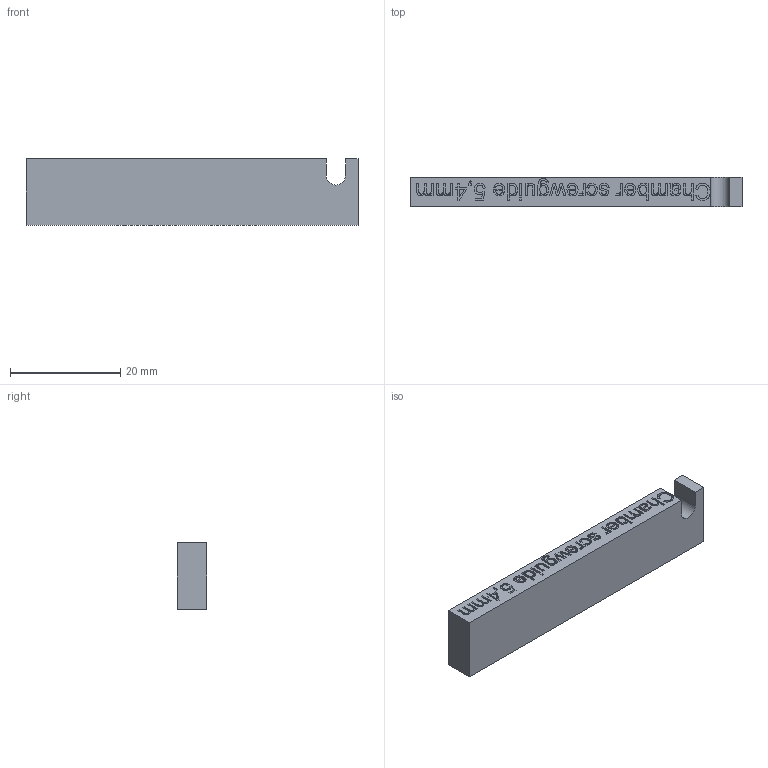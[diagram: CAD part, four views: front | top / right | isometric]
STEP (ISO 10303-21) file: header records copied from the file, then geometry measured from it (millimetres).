
FILE_DESCRIPTION(/* description */ (''),/* implementation_level */ '2;1');
FILE_NAME(/* name */ 'Screw guide.step',/* time_stamp */ '2025-10-24T06:38:34+02:00',/* author */ (''),/* organization */ (''),/* preprocessor_version */ 'ST-DEVELOPER v20.1',/* originating_system */ 'Autodesk Translation Framework v14.17.0.0',/* authorisation */ '');
FILE_SCHEMA (('AUTOMOTIVE_DESIGN { 1 0 10303 214 3 1 1 }'));
Length unit declared in the file: millimetre
Products named in the file (1): Screw guide (1)
Bounding box: 60.1 x 5.4 x 12 mm (x, y, z)
Volume: 3793.1 mm3; surface area: 2347 mm2
Topology: 1 solids, 1 shells, 501 faces, 1405 edges, 936 vertices
Faces by surface type: bspline 315, plane 185, cylinder 1
Entity records: 18975 total; most frequent: CARTESIAN_POINT 8199, ORIENTED_EDGE 2812, EDGE_CURVE 1406, DIRECTION 1152, VERTEX_POINT 936, LINE 774, VECTOR 774, B_SPLINE_CURVE_WITH_KNOTS 630
